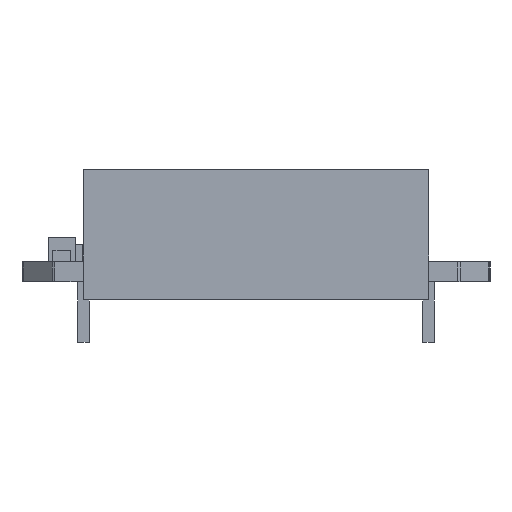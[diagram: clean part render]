
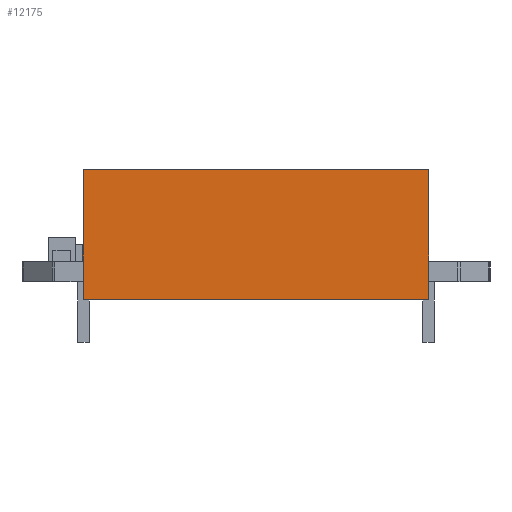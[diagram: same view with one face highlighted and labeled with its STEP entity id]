
A CAD part, left-side view. The second image highlights one B-rep face of the part: STEP entity #12175.
In plain terms, the highlighted planar face has unit normal (-1, 0.008, 0).
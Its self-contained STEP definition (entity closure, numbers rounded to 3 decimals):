
#12070 = PLANE('',#12071);
#12071 = AXIS2_PLACEMENT_3D('',#12072,#12073,#12074);
#12072 = CARTESIAN_POINT('',(9.85,-6.,0.));
#12073 = DIRECTION('',(0.,-1.,0.));
#12074 = DIRECTION('',(-1.,0.,0.));
#12095 = VERTEX_POINT('',#12096);
#12096 = CARTESIAN_POINT('',(-9.85,-6.,4.5));
#12110 = PLANE('',#12111);
#12111 = AXIS2_PLACEMENT_3D('',#12112,#12113,#12114);
#12112 = CARTESIAN_POINT('',(9.85,-6.,4.5));
#12113 = DIRECTION('',(0.,0.,1.));
#12114 = DIRECTION('',(1.,0.,0.));
#12122 = EDGE_CURVE('',#12123,#12095,#12125,.T.);
#12123 = VERTEX_POINT('',#12124);
#12124 = CARTESIAN_POINT('',(-9.85,-6.,0.));
#12125 = SURFACE_CURVE('',#12126,(#12130,#12137),.PCURVE_S1.);
#12126 = LINE('',#12127,#12128);
#12127 = CARTESIAN_POINT('',(-9.85,-6.,0.));
#12128 = VECTOR('',#12129,1.);
#12129 = DIRECTION('',(0.,0.,1.));
#12130 = PCURVE('',#12070,#12131);
#12131 = DEFINITIONAL_REPRESENTATION('',(#12132),#12136);
#12132 = LINE('',#12133,#12134);
#12133 = CARTESIAN_POINT('',(19.7,0.));
#12134 = VECTOR('',#12135,1.);
#12135 = DIRECTION('',(0.,-1.));
#12136 = ( GEOMETRIC_REPRESENTATION_CONTEXT(2) 
PARAMETRIC_REPRESENTATION_CONTEXT() REPRESENTATION_CONTEXT('2D SPACE',''
  ) );
#12137 = PCURVE('',#12138,#12143);
#12138 = PLANE('',#12139);
#12139 = AXIS2_PLACEMENT_3D('',#12140,#12141,#12142);
#12140 = CARTESIAN_POINT('',(-9.85,-6.,0.));
#12141 = DIRECTION('',(-1.,0.008,0.));
#12142 = DIRECTION('',(0.008,1.,0.));
#12143 = DEFINITIONAL_REPRESENTATION('',(#12144),#12148);
#12144 = LINE('',#12145,#12146);
#12145 = CARTESIAN_POINT('',(0.,0.));
#12146 = VECTOR('',#12147,1.);
#12147 = DIRECTION('',(0.,-1.));
#12148 = ( GEOMETRIC_REPRESENTATION_CONTEXT(2) 
PARAMETRIC_REPRESENTATION_CONTEXT() REPRESENTATION_CONTEXT('2D SPACE',''
  ) );
#12164 = PLANE('',#12165);
#12165 = AXIS2_PLACEMENT_3D('',#12166,#12167,#12168);
#12166 = CARTESIAN_POINT('',(9.85,-6.,0.));
#12167 = DIRECTION('',(0.,0.,1.));
#12168 = DIRECTION('',(1.,0.,0.));
#12175 = ADVANCED_FACE('',(#12176),#12138,.T.);
#12176 = FACE_BOUND('',#12177,.T.);
#12177 = EDGE_LOOP('',(#12178,#12179,#12202,#12230));
#12178 = ORIENTED_EDGE('',*,*,#12122,.T.);
#12179 = ORIENTED_EDGE('',*,*,#12180,.T.);
#12180 = EDGE_CURVE('',#12095,#12181,#12183,.T.);
#12181 = VERTEX_POINT('',#12182);
#12182 = CARTESIAN_POINT('',(-9.75,6.,4.5));
#12183 = SURFACE_CURVE('',#12184,(#12188,#12195),.PCURVE_S1.);
#12184 = LINE('',#12185,#12186);
#12185 = CARTESIAN_POINT('',(-9.85,-6.,4.5));
#12186 = VECTOR('',#12187,1.);
#12187 = DIRECTION('',(0.008,1.,0.));
#12188 = PCURVE('',#12138,#12189);
#12189 = DEFINITIONAL_REPRESENTATION('',(#12190),#12194);
#12190 = LINE('',#12191,#12192);
#12191 = CARTESIAN_POINT('',(0.,-4.5));
#12192 = VECTOR('',#12193,1.);
#12193 = DIRECTION('',(1.,0.));
#12194 = ( GEOMETRIC_REPRESENTATION_CONTEXT(2) 
PARAMETRIC_REPRESENTATION_CONTEXT() REPRESENTATION_CONTEXT('2D SPACE',''
  ) );
#12195 = PCURVE('',#12110,#12196);
#12196 = DEFINITIONAL_REPRESENTATION('',(#12197),#12201);
#12197 = LINE('',#12198,#12199);
#12198 = CARTESIAN_POINT('',(-19.7,0.));
#12199 = VECTOR('',#12200,1.);
#12200 = DIRECTION('',(0.008,1.));
#12201 = ( GEOMETRIC_REPRESENTATION_CONTEXT(2) 
PARAMETRIC_REPRESENTATION_CONTEXT() REPRESENTATION_CONTEXT('2D SPACE',''
  ) );
#12202 = ORIENTED_EDGE('',*,*,#12203,.F.);
#12203 = EDGE_CURVE('',#12204,#12181,#12206,.T.);
#12204 = VERTEX_POINT('',#12205);
#12205 = CARTESIAN_POINT('',(-9.75,6.,0.));
#12206 = SURFACE_CURVE('',#12207,(#12211,#12218),.PCURVE_S1.);
#12207 = LINE('',#12208,#12209);
#12208 = CARTESIAN_POINT('',(-9.75,6.,0.));
#12209 = VECTOR('',#12210,1.);
#12210 = DIRECTION('',(0.,0.,1.));
#12211 = PCURVE('',#12138,#12212);
#12212 = DEFINITIONAL_REPRESENTATION('',(#12213),#12217);
#12213 = LINE('',#12214,#12215);
#12214 = CARTESIAN_POINT('',(12.,0.));
#12215 = VECTOR('',#12216,1.);
#12216 = DIRECTION('',(0.,-1.));
#12217 = ( GEOMETRIC_REPRESENTATION_CONTEXT(2) 
PARAMETRIC_REPRESENTATION_CONTEXT() REPRESENTATION_CONTEXT('2D SPACE',''
  ) );
#12218 = PCURVE('',#12219,#12224);
#12219 = PLANE('',#12220);
#12220 = AXIS2_PLACEMENT_3D('',#12221,#12222,#12223);
#12221 = CARTESIAN_POINT('',(-9.75,6.,0.));
#12222 = DIRECTION('',(0.,1.,0.));
#12223 = DIRECTION('',(1.,0.,0.));
#12224 = DEFINITIONAL_REPRESENTATION('',(#12225),#12229);
#12225 = LINE('',#12226,#12227);
#12226 = CARTESIAN_POINT('',(0.,0.));
#12227 = VECTOR('',#12228,1.);
#12228 = DIRECTION('',(0.,-1.));
#12229 = ( GEOMETRIC_REPRESENTATION_CONTEXT(2) 
PARAMETRIC_REPRESENTATION_CONTEXT() REPRESENTATION_CONTEXT('2D SPACE',''
  ) );
#12230 = ORIENTED_EDGE('',*,*,#12231,.F.);
#12231 = EDGE_CURVE('',#12123,#12204,#12232,.T.);
#12232 = SURFACE_CURVE('',#12233,(#12237,#12244),.PCURVE_S1.);
#12233 = LINE('',#12234,#12235);
#12234 = CARTESIAN_POINT('',(-9.85,-6.,0.));
#12235 = VECTOR('',#12236,1.);
#12236 = DIRECTION('',(0.008,1.,0.));
#12237 = PCURVE('',#12138,#12238);
#12238 = DEFINITIONAL_REPRESENTATION('',(#12239),#12243);
#12239 = LINE('',#12240,#12241);
#12240 = CARTESIAN_POINT('',(0.,0.));
#12241 = VECTOR('',#12242,1.);
#12242 = DIRECTION('',(1.,0.));
#12243 = ( GEOMETRIC_REPRESENTATION_CONTEXT(2) 
PARAMETRIC_REPRESENTATION_CONTEXT() REPRESENTATION_CONTEXT('2D SPACE',''
  ) );
#12244 = PCURVE('',#12164,#12245);
#12245 = DEFINITIONAL_REPRESENTATION('',(#12246),#12250);
#12246 = LINE('',#12247,#12248);
#12247 = CARTESIAN_POINT('',(-19.7,0.));
#12248 = VECTOR('',#12249,1.);
#12249 = DIRECTION('',(0.008,1.));
#12250 = ( GEOMETRIC_REPRESENTATION_CONTEXT(2) 
PARAMETRIC_REPRESENTATION_CONTEXT() REPRESENTATION_CONTEXT('2D SPACE',''
  ) );
